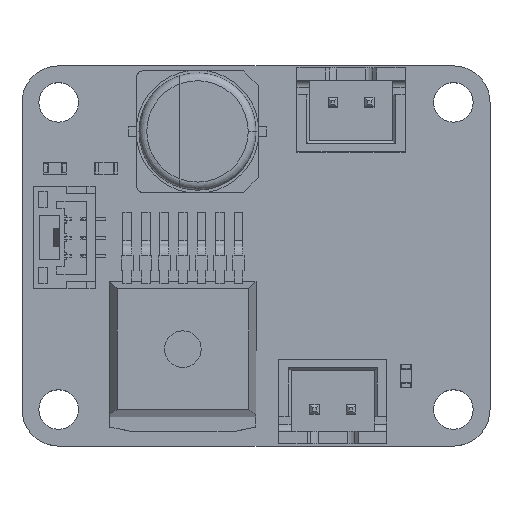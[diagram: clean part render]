
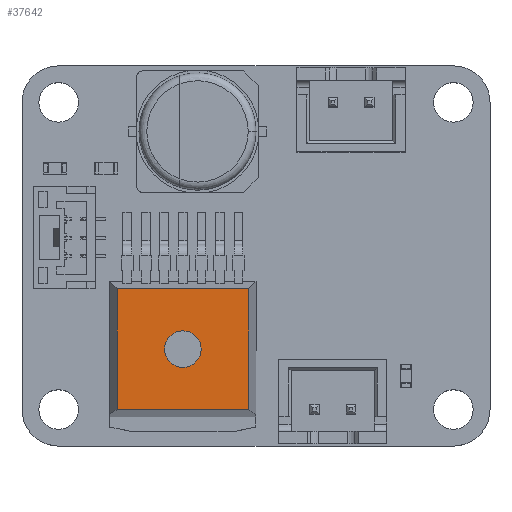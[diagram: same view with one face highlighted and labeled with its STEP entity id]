
A CAD part, top view. The second image highlights one B-rep face of the part: STEP entity #37642.
In plain terms, the highlighted planar face has unit normal (0, 0, 1).
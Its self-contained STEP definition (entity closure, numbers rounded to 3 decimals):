
#35915 = PLANE('',#35916);
#35916 = AXIS2_PLACEMENT_3D('',#35917,#35918,#35919);
#35917 = CARTESIAN_POINT('',(-2.5,5.,3.42));
#35918 = DIRECTION('',(0.97,0.,-0.243
    ));
#35919 = DIRECTION('',(0.,-1.,0.));
#36108 = PLANE('',#36109);
#36109 = AXIS2_PLACEMENT_3D('',#36110,#36111,#36112);
#36110 = CARTESIAN_POINT('',(6.25,-5.,2.855));
#36111 = DIRECTION('',(-0.987,0.,-0.158
    ));
#36112 = DIRECTION('',(0.,-1.,0.));
#36134 = PLANE('',#36135);
#36135 = AXIS2_PLACEMENT_3D('',#36136,#36137,#36138);
#36136 = CARTESIAN_POINT('',(6.,4.75,3.42));
#36137 = DIRECTION('',(0.,-0.97,
    -0.243));
#36138 = DIRECTION('',(-1.,0.,0.));
#36198 = EDGE_CURVE('',#36199,#36201,#36203,.T.);
#36199 = VERTEX_POINT('',#36200);
#36200 = CARTESIAN_POINT('',(-2.25,4.5,4.42));
#36201 = VERTEX_POINT('',#36202);
#36202 = CARTESIAN_POINT('',(-2.25,-4.5,4.42));
#36203 = SURFACE_CURVE('',#36204,(#36208,#36215),.PCURVE_S1.);
#36204 = LINE('',#36205,#36206);
#36205 = CARTESIAN_POINT('',(-2.25,5.,4.42));
#36206 = VECTOR('',#36207,1.);
#36207 = DIRECTION('',(0.,-1.,0.));
#36208 = PCURVE('',#35915,#36209);
#36209 = DEFINITIONAL_REPRESENTATION('',(#36210),#36214);
#36210 = LINE('',#36211,#36212);
#36211 = CARTESIAN_POINT('',(0.,-1.031));
#36212 = VECTOR('',#36213,1.);
#36213 = DIRECTION('',(1.,0.));
#36214 = ( GEOMETRIC_REPRESENTATION_CONTEXT(2) 
PARAMETRIC_REPRESENTATION_CONTEXT() REPRESENTATION_CONTEXT('2D SPACE',''
  ) );
#36215 = PCURVE('',#36216,#36221);
#36216 = PLANE('',#36217);
#36217 = AXIS2_PLACEMENT_3D('',#36218,#36219,#36220);
#36218 = CARTESIAN_POINT('',(1.875,0.,4.42));
#36219 = DIRECTION('',(0.,0.,1.));
#36220 = DIRECTION('',(1.,0.,-0.));
#36221 = DEFINITIONAL_REPRESENTATION('',(#36222),#36226);
#36222 = LINE('',#36223,#36224);
#36223 = CARTESIAN_POINT('',(-4.125,5.));
#36224 = VECTOR('',#36225,1.);
#36225 = DIRECTION('',(0.,-1.));
#36226 = ( GEOMETRIC_REPRESENTATION_CONTEXT(2) 
PARAMETRIC_REPRESENTATION_CONTEXT() REPRESENTATION_CONTEXT('2D SPACE',''
  ) );
#36242 = PLANE('',#36243);
#36243 = AXIS2_PLACEMENT_3D('',#36244,#36245,#36246);
#36244 = CARTESIAN_POINT('',(-2.25,-4.75,3.42));
#36245 = DIRECTION('',(0.,0.97,
    -0.243));
#36246 = DIRECTION('',(1.,0.,0.));
#37201 = VERTEX_POINT('',#37202);
#37202 = CARTESIAN_POINT('',(6.,4.5,4.42));
#37223 = EDGE_CURVE('',#37201,#36199,#37224,.T.);
#37224 = SURFACE_CURVE('',#37225,(#37229,#37236),.PCURVE_S1.);
#37225 = LINE('',#37226,#37227);
#37226 = CARTESIAN_POINT('',(6.,4.5,4.42));
#37227 = VECTOR('',#37228,1.);
#37228 = DIRECTION('',(-1.,0.,0.));
#37229 = PCURVE('',#36134,#37230);
#37230 = DEFINITIONAL_REPRESENTATION('',(#37231),#37235);
#37231 = LINE('',#37232,#37233);
#37232 = CARTESIAN_POINT('',(0.,-1.031));
#37233 = VECTOR('',#37234,1.);
#37234 = DIRECTION('',(1.,0.));
#37235 = ( GEOMETRIC_REPRESENTATION_CONTEXT(2) 
PARAMETRIC_REPRESENTATION_CONTEXT() REPRESENTATION_CONTEXT('2D SPACE',''
  ) );
#37236 = PCURVE('',#36216,#37237);
#37237 = DEFINITIONAL_REPRESENTATION('',(#37238),#37242);
#37238 = LINE('',#37239,#37240);
#37239 = CARTESIAN_POINT('',(4.125,4.5));
#37240 = VECTOR('',#37241,1.);
#37241 = DIRECTION('',(-1.,0.));
#37242 = ( GEOMETRIC_REPRESENTATION_CONTEXT(2) 
PARAMETRIC_REPRESENTATION_CONTEXT() REPRESENTATION_CONTEXT('2D SPACE',''
  ) );
#37418 = VERTEX_POINT('',#37419);
#37419 = CARTESIAN_POINT('',(6.,-4.5,4.42));
#37440 = EDGE_CURVE('',#37418,#37201,#37441,.T.);
#37441 = SURFACE_CURVE('',#37442,(#37446,#37453),.PCURVE_S1.);
#37442 = LINE('',#37443,#37444);
#37443 = CARTESIAN_POINT('',(6.,-5.,4.42));
#37444 = VECTOR('',#37445,1.);
#37445 = DIRECTION('',(0.,1.,0.));
#37446 = PCURVE('',#36108,#37447);
#37447 = DEFINITIONAL_REPRESENTATION('',(#37448),#37452);
#37448 = LINE('',#37449,#37450);
#37449 = CARTESIAN_POINT('',(0.,1.585));
#37450 = VECTOR('',#37451,1.);
#37451 = DIRECTION('',(-1.,0.));
#37452 = ( GEOMETRIC_REPRESENTATION_CONTEXT(2) 
PARAMETRIC_REPRESENTATION_CONTEXT() REPRESENTATION_CONTEXT('2D SPACE',''
  ) );
#37453 = PCURVE('',#36216,#37454);
#37454 = DEFINITIONAL_REPRESENTATION('',(#37455),#37459);
#37455 = LINE('',#37456,#37457);
#37456 = CARTESIAN_POINT('',(4.125,-5.));
#37457 = VECTOR('',#37458,1.);
#37458 = DIRECTION('',(0.,1.));
#37459 = ( GEOMETRIC_REPRESENTATION_CONTEXT(2) 
PARAMETRIC_REPRESENTATION_CONTEXT() REPRESENTATION_CONTEXT('2D SPACE',''
  ) );
#37642 = ADVANCED_FACE('',(#37643,#37669),#36216,.T.);
#37643 = FACE_BOUND('',#37644,.T.);
#37644 = EDGE_LOOP('',(#37645,#37646,#37667,#37668));
#37645 = ORIENTED_EDGE('',*,*,#36198,.T.);
#37646 = ORIENTED_EDGE('',*,*,#37647,.T.);
#37647 = EDGE_CURVE('',#36201,#37418,#37648,.T.);
#37648 = SURFACE_CURVE('',#37649,(#37653,#37660),.PCURVE_S1.);
#37649 = LINE('',#37650,#37651);
#37650 = CARTESIAN_POINT('',(-2.25,-4.5,4.42));
#37651 = VECTOR('',#37652,1.);
#37652 = DIRECTION('',(1.,0.,0.));
#37653 = PCURVE('',#36216,#37654);
#37654 = DEFINITIONAL_REPRESENTATION('',(#37655),#37659);
#37655 = LINE('',#37656,#37657);
#37656 = CARTESIAN_POINT('',(-4.125,-4.5));
#37657 = VECTOR('',#37658,1.);
#37658 = DIRECTION('',(1.,0.));
#37659 = ( GEOMETRIC_REPRESENTATION_CONTEXT(2) 
PARAMETRIC_REPRESENTATION_CONTEXT() REPRESENTATION_CONTEXT('2D SPACE',''
  ) );
#37660 = PCURVE('',#36242,#37661);
#37661 = DEFINITIONAL_REPRESENTATION('',(#37662),#37666);
#37662 = LINE('',#37663,#37664);
#37663 = CARTESIAN_POINT('',(0.,-1.031));
#37664 = VECTOR('',#37665,1.);
#37665 = DIRECTION('',(1.,0.));
#37666 = ( GEOMETRIC_REPRESENTATION_CONTEXT(2) 
PARAMETRIC_REPRESENTATION_CONTEXT() REPRESENTATION_CONTEXT('2D SPACE',''
  ) );
#37667 = ORIENTED_EDGE('',*,*,#37440,.T.);
#37668 = ORIENTED_EDGE('',*,*,#37223,.T.);
#37669 = FACE_BOUND('',#37670,.T.);
#37670 = EDGE_LOOP('',(#37671));
#37671 = ORIENTED_EDGE('',*,*,#37672,.T.);
#37672 = EDGE_CURVE('',#37673,#37673,#37675,.T.);
#37673 = VERTEX_POINT('',#37674);
#37674 = CARTESIAN_POINT('',(0.625,0.,4.42));
#37675 = SURFACE_CURVE('',#37676,(#37681,#37692),.PCURVE_S1.);
#37676 = CIRCLE('',#37677,1.25);
#37677 = AXIS2_PLACEMENT_3D('',#37678,#37679,#37680);
#37678 = CARTESIAN_POINT('',(1.875,0.,4.42));
#37679 = DIRECTION('',(0.,0.,-1.));
#37680 = DIRECTION('',(-1.,0.,0.));
#37681 = PCURVE('',#36216,#37682);
#37682 = DEFINITIONAL_REPRESENTATION('',(#37683),#37691);
#37683 = ( BOUNDED_CURVE() B_SPLINE_CURVE(2,(#37684,#37685,#37686,#37687
    ,#37688,#37689,#37690),.UNSPECIFIED.,.T.,.F.) 
B_SPLINE_CURVE_WITH_KNOTS((1,2,2,2,2,1),(-2.094,0.,
    2.094,4.189,6.283,8.378),
.UNSPECIFIED.) CURVE() GEOMETRIC_REPRESENTATION_ITEM() 
RATIONAL_B_SPLINE_CURVE((1.,0.5,1.,0.5,1.,0.5,1.)) REPRESENTATION_ITEM(
  '') );
#37684 = CARTESIAN_POINT('',(-1.25,0.));
#37685 = CARTESIAN_POINT('',(-1.25,2.165));
#37686 = CARTESIAN_POINT('',(0.625,1.083));
#37687 = CARTESIAN_POINT('',(2.5,0.));
#37688 = CARTESIAN_POINT('',(0.625,-1.083));
#37689 = CARTESIAN_POINT('',(-1.25,-2.165));
#37690 = CARTESIAN_POINT('',(-1.25,0.));
#37691 = ( GEOMETRIC_REPRESENTATION_CONTEXT(2) 
PARAMETRIC_REPRESENTATION_CONTEXT() REPRESENTATION_CONTEXT('2D SPACE',''
  ) );
#37692 = PCURVE('',#37693,#37698);
#37693 = CYLINDRICAL_SURFACE('',#37694,1.25);
#37694 = AXIS2_PLACEMENT_3D('',#37695,#37696,#37697);
#37695 = CARTESIAN_POINT('',(1.875,0.,4.42));
#37696 = DIRECTION('',(0.,0.,-1.));
#37697 = DIRECTION('',(-1.,0.,0.));
#37698 = DEFINITIONAL_REPRESENTATION('',(#37699),#37703);
#37699 = LINE('',#37700,#37701);
#37700 = CARTESIAN_POINT('',(0.,0.));
#37701 = VECTOR('',#37702,1.);
#37702 = DIRECTION('',(1.,0.));
#37703 = ( GEOMETRIC_REPRESENTATION_CONTEXT(2) 
PARAMETRIC_REPRESENTATION_CONTEXT() REPRESENTATION_CONTEXT('2D SPACE',''
  ) );
